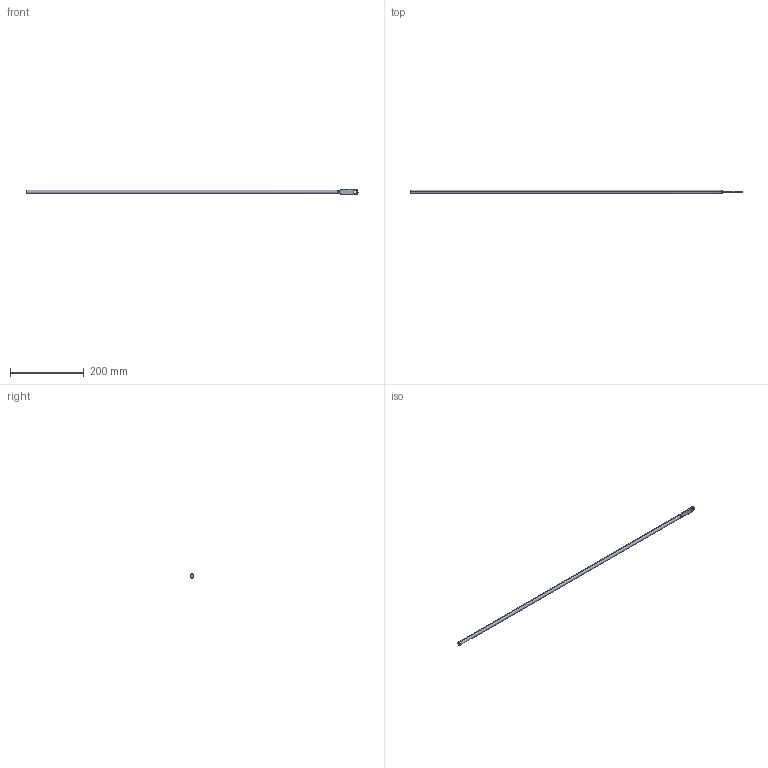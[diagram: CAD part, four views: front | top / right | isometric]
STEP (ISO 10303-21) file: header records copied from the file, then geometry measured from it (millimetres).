
FILE_DESCRIPTION (( 'STEP AP214' ), '1' );
FILE_NAME ('04501-Rod For Deadbolt Action Latch Round Zinc 10mm 900mm.STEP', '2018-11-05T03:31:29', ( '' ), ( '' ), 'SwSTEP 2.0', 'SolidWorks 2018', '' );
FILE_SCHEMA (( 'AUTOMOTIVE_DESIGN' ));
Length unit declared in the file: millimetre
Products named in the file (1): 04501-Rod For Deadbolt Action Latch Round Zinc 10mm 900mm
Bounding box: 902 x 10 x 14.5 mm (x, y, z)
Volume: 68709.7 mm3; surface area: 28498.3 mm2
Topology: 1 solids, 1 shells, 302 faces, 794 edges, 520 vertices
Faces by surface type: plane 166, bspline 111, cylinder 15, torus 8, cone 2
Entity records: 15160 total; most frequent: CARTESIAN_POINT 8418, ORIENTED_EDGE 1588, DIRECTION 1004, EDGE_CURVE 794, LINE 520, VERTEX_POINT 520, VECTOR 520, EDGE_LOOP 330
